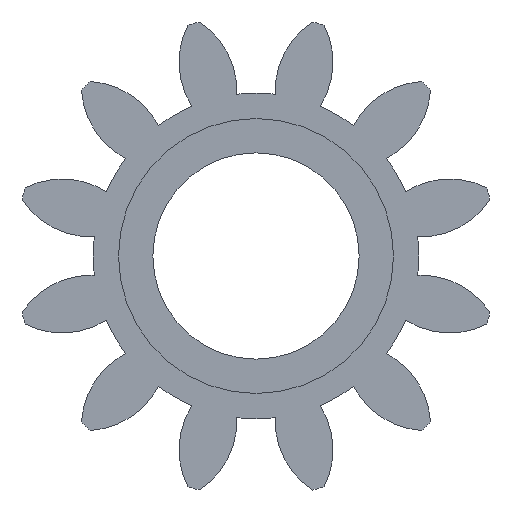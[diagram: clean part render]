
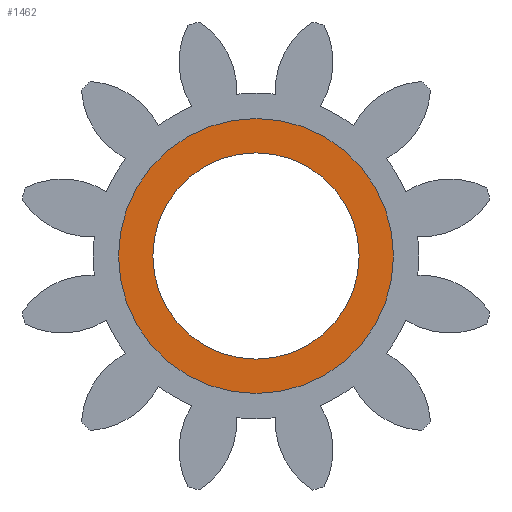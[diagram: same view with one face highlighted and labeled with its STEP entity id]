
A CAD part, left-side view. The second image highlights one B-rep face of the part: STEP entity #1462.
In plain terms, the highlighted planar face has unit normal (-1, 0, 0).
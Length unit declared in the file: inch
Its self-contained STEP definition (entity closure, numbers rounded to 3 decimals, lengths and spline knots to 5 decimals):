
#29 = CARTESIAN_POINT ( 'NONE',  ( -0.015, 0., -0.09375 ) ) ;
#47 = CIRCLE ( 'NONE', #187, 0.125 ) ;
#82 = CARTESIAN_POINT ( 'NONE',  ( -0.015, 0., 0.125 ) ) ;
#85 = EDGE_LOOP ( 'NONE', ( #1843, #1882 ) ) ;
#98 = AXIS2_PLACEMENT_3D ( 'NONE', #114, #333, #618 ) ;
#106 = CARTESIAN_POINT ( 'NONE',  ( -0.015, 0., 0. ) ) ;
#114 = CARTESIAN_POINT ( 'NONE',  ( -0.015, 0., 0. ) ) ;
#187 = AXIS2_PLACEMENT_3D ( 'NONE', #1011, #1019, #1003 ) ;
#333 = DIRECTION ( 'NONE',  ( 1., 0., 0. ) ) ;
#335 = AXIS2_PLACEMENT_3D ( 'NONE', #885, #2004, #1093 ) ;
#337 = DIRECTION ( 'NONE',  ( 0., 0., -1. ) ) ;
#502 = PLANE ( 'NONE',  #1919 ) ;
#618 = DIRECTION ( 'NONE',  ( 0., 0., -1. ) ) ;
#827 = VERTEX_POINT ( 'NONE', #2032 ) ;
#885 = CARTESIAN_POINT ( 'NONE',  ( -0.015, 0., 0. ) ) ;
#933 = CIRCLE ( 'NONE', #1905, 0.125 ) ;
#995 = DIRECTION ( 'NONE',  ( 0., 0., -1. ) ) ;
#1003 = DIRECTION ( 'NONE',  ( 0., 0., -1. ) ) ;
#1011 = CARTESIAN_POINT ( 'NONE',  ( -0.015, 0., 0. ) ) ;
#1019 = DIRECTION ( 'NONE',  ( 1., 0., 0. ) ) ;
#1085 = CARTESIAN_POINT ( 'NONE',  ( -0.015, 0., 0. ) ) ;
#1086 = VERTEX_POINT ( 'NONE', #2029 ) ;
#1093 = DIRECTION ( 'NONE',  ( 0., 0., -1. ) ) ;
#1150 = CIRCLE ( 'NONE', #98, 0.09375 ) ;
#1166 = EDGE_CURVE ( 'NONE', #1086, #1363, #47, .T. ) ;
#1194 = EDGE_CURVE ( 'NONE', #1524, #827, #1150, .T. ) ;
#1227 = DIRECTION ( 'NONE',  ( 1., 0., 0. ) ) ;
#1312 = EDGE_CURVE ( 'NONE', #1363, #1086, #933, .T. ) ;
#1363 = VERTEX_POINT ( 'NONE', #82 ) ;
#1423 = DIRECTION ( 'NONE',  ( 1., 0., 0. ) ) ;
#1436 = EDGE_LOOP ( 'NONE', ( #1804, #1835 ) ) ;
#1448 = CIRCLE ( 'NONE', #335, 0.09375 ) ;
#1462 = ADVANCED_FACE ( 'NONE', ( #1742, #1671 ), #502, .F. ) ;
#1524 = VERTEX_POINT ( 'NONE', #29 ) ;
#1671 = FACE_OUTER_BOUND ( 'NONE', #85, .T. ) ;
#1742 = FACE_BOUND ( 'NONE', #1436, .T. ) ;
#1804 = ORIENTED_EDGE ( 'NONE', *, *, #1194, .T. ) ;
#1835 = ORIENTED_EDGE ( 'NONE', *, *, #1913, .T. ) ;
#1843 = ORIENTED_EDGE ( 'NONE', *, *, #1166, .F. ) ;
#1882 = ORIENTED_EDGE ( 'NONE', *, *, #1312, .F. ) ;
#1905 = AXIS2_PLACEMENT_3D ( 'NONE', #106, #1227, #995 ) ;
#1913 = EDGE_CURVE ( 'NONE', #827, #1524, #1448, .T. ) ;
#1919 = AXIS2_PLACEMENT_3D ( 'NONE', #1085, #1423, #337 ) ;
#2004 = DIRECTION ( 'NONE',  ( 1., 0., 0. ) ) ;
#2029 = CARTESIAN_POINT ( 'NONE',  ( -0.015, 0., -0.125 ) ) ;
#2032 = CARTESIAN_POINT ( 'NONE',  ( -0.015, 0., 0.09375 ) ) ;
